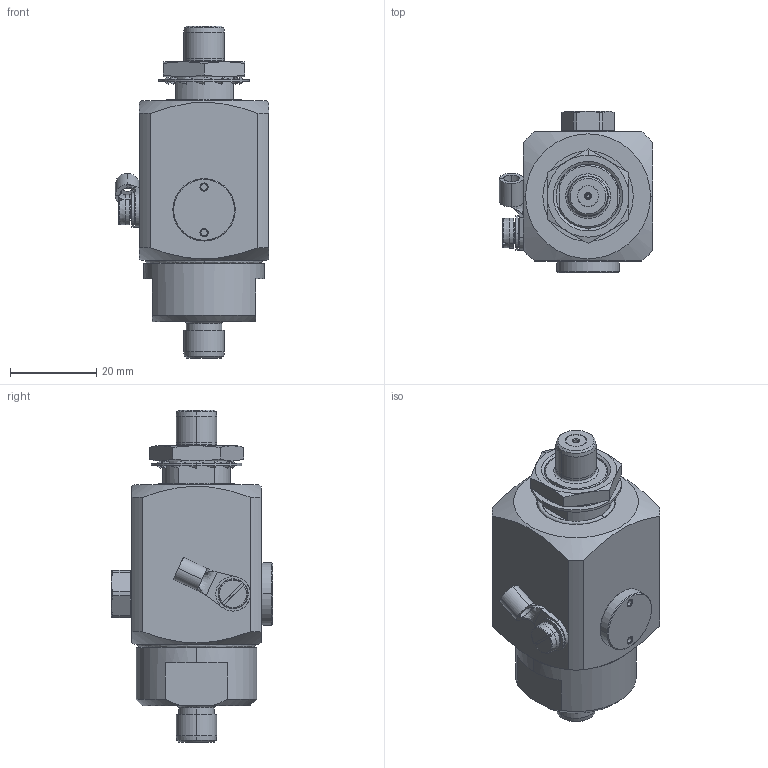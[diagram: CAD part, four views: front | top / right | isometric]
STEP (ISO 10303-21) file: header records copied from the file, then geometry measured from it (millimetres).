
FILE_DESCRIPTION (( 'STEP AP214' ), '1' );
FILE_NAME ('J01608A0000.STEP', '2018-11-19T13:59:48', ( '' ), ( '' ), 'SwSTEP 2.0', 'SolidWorks 2017', '' );
FILE_SCHEMA (( 'AUTOMOTIVE_DESIGN' ));
Length unit declared in the file: millimetre
Products named in the file (1): J01608A0000
Bounding box: 35.6 x 37.47 x 77.1 mm (x, y, z)
Volume: 44825.6 mm3; surface area: 11837.4 mm2
Topology: 9 solids, 12 shells, 427 faces, 1031 edges, 644 vertices
Faces by surface type: cylinder 113, plane 112, cone 100, bspline 92, torus 10
Full cylindrical faces by diameter (mm): 3.6 x2
Entity records: 18733 total; most frequent: CARTESIAN_POINT 4616, ORIENTED_EDGE 2062, DIRECTION 1753, EDGE_CURVE 1031, AXIS2_PLACEMENT_3D 678, VERTEX_POINT 646, EDGE_LOOP 469, UNCERTAINTY_MEASURE_WITH_UNIT 432
